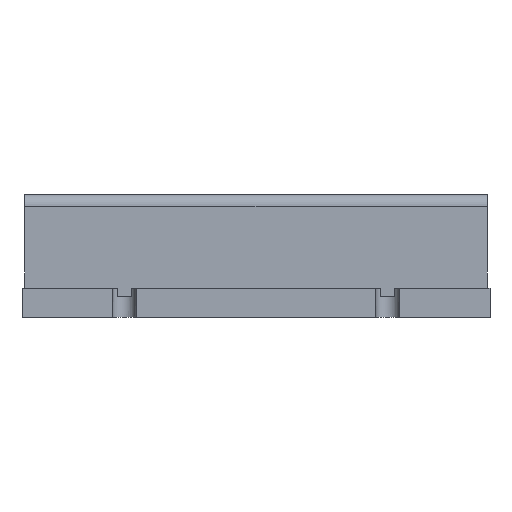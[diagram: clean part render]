
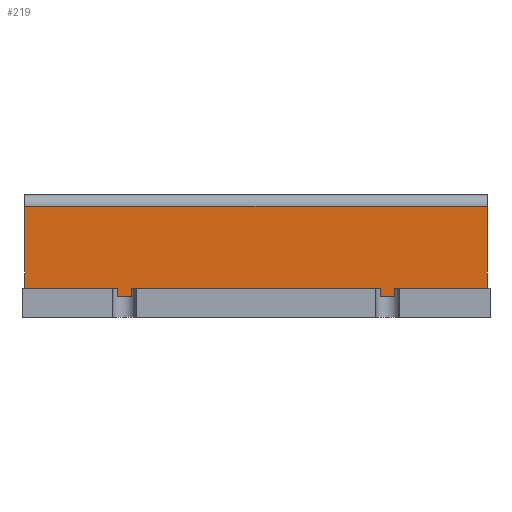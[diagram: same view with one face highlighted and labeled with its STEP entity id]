
A CAD part, front view. The second image highlights one B-rep face of the part: STEP entity #219.
In plain terms, the highlighted planar face has unit normal (0, -1, 0).
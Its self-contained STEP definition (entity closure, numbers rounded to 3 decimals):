
#219=ADVANCED_FACE('',(#4316),#4318,.F.);
#4316=FACE_BOUND('',#4317,.T.);
#4317=EDGE_LOOP('',(#10859,#10860,#10861,#10862,#10863,#10864,#10865,#10866,#10867,
#10868,#10869,#10870,#10871,#10872,#10873,#10874));
#4318=PLANE('',#4319);
#4319=AXIS2_PLACEMENT_3D('',#4320,#4321,#4322);
#4320=CARTESIAN_POINT('',(0.,-3.4,4.2));
#4321=DIRECTION('',(0.,1.,0.));
#4322=DIRECTION('',(0.,0.,1.));
#10859=ORIENTED_EDGE('',*,*,#13292,.F.);
#10860=ORIENTED_EDGE('',*,*,#13297,.F.);
#10861=ORIENTED_EDGE('',*,*,#13300,.F.);
#10862=ORIENTED_EDGE('',*,*,#12976,.F.);
#10863=ORIENTED_EDGE('',*,*,#13301,.F.);
#10864=ORIENTED_EDGE('',*,*,#13302,.F.);
#10865=ORIENTED_EDGE('',*,*,#13303,.T.);
#10866=ORIENTED_EDGE('',*,*,#12970,.F.);
#10867=ORIENTED_EDGE('',*,*,#13304,.F.);
#10868=ORIENTED_EDGE('',*,*,#12972,.F.);
#10869=ORIENTED_EDGE('',*,*,#13305,.F.);
#10870=ORIENTED_EDGE('',*,*,#13306,.F.);
#10871=ORIENTED_EDGE('',*,*,#13307,.T.);
#10872=ORIENTED_EDGE('',*,*,#12966,.F.);
#10873=ORIENTED_EDGE('',*,*,#13308,.F.);
#10874=ORIENTED_EDGE('',*,*,#13295,.F.);
#12966=EDGE_CURVE('',#14199,#14201,#14202,.T.);
#12970=EDGE_CURVE('',#14207,#14209,#14210,.T.);
#12972=EDGE_CURVE('',#14212,#14213,#14214,.T.);
#12976=EDGE_CURVE('',#14220,#14221,#14222,.T.);
#13292=EDGE_CURVE('',#14842,#14836,#14845,.T.);
#13295=EDGE_CURVE('',#14836,#14849,#14850,.T.);
#13297=EDGE_CURVE('',#14852,#14842,#14853,.T.);
#13300=EDGE_CURVE('',#14221,#14852,#14857,.T.);
#13301=EDGE_CURVE('',#14858,#14220,#14859,.T.);
#13302=EDGE_CURVE('',#14860,#14858,#14861,.T.);
#13303=EDGE_CURVE('',#14860,#14209,#14862,.T.);
#13304=EDGE_CURVE('',#14213,#14207,#14863,.T.);
#13305=EDGE_CURVE('',#14864,#14212,#14865,.T.);
#13306=EDGE_CURVE('',#14866,#14864,#14867,.T.);
#13307=EDGE_CURVE('',#14866,#14201,#14868,.T.);
#13308=EDGE_CURVE('',#14849,#14199,#14869,.T.);
#14199=VERTEX_POINT('',#16247);
#14201=VERTEX_POINT('',#16252);
#14202=LINE('',#16253,#16254);
#14207=VERTEX_POINT('',#16264);
#14209=VERTEX_POINT('',#16269);
#14210=LINE('',#16270,#16271);
#14212=VERTEX_POINT('',#16276);
#14213=VERTEX_POINT('',#16277);
#14214=LINE('',#16278,#16279);
#14220=VERTEX_POINT('',#16293);
#14221=VERTEX_POINT('',#16294);
#14222=LINE('',#16295,#16296);
#14836=VERTEX_POINT('',#20902);
#14842=VERTEX_POINT('',#20919);
#14845=LINE('',#20927,#20928);
#14849=VERTEX_POINT('',#20937);
#14850=LINE('',#20938,#20939);
#14852=VERTEX_POINT('',#20944);
#14853=LINE('',#20945,#20946);
#14857=LINE('',#20955,#20956);
#14858=VERTEX_POINT('',#20958);
#14859=LINE('',#20959,#20960);
#14860=VERTEX_POINT('',#20962);
#14861=LINE('',#20963,#20964);
#14862=LINE('',#20966,#20967);
#14863=LINE('',#20969,#20970);
#14864=VERTEX_POINT('',#20972);
#14865=LINE('',#20973,#20974);
#14866=VERTEX_POINT('',#20976);
#14867=LINE('',#20977,#20978);
#14868=LINE('',#20980,#20981);
#14869=LINE('',#20983,#20984);
#16247=CARTESIAN_POINT('',(4.887,-3.4,1.));
#16252=CARTESIAN_POINT('',(4.75,-3.4,1.));
#16253=CARTESIAN_POINT('',(4.887,-3.4,1.));
#16254=VECTOR('',#16255,1.);
#16255=DIRECTION('',(-1.,0.,0.));
#16264=CARTESIAN_POINT('',(-4.113,-3.4,1.));
#16269=CARTESIAN_POINT('',(-4.25,-3.4,1.));
#16270=CARTESIAN_POINT('',(-4.113,-3.4,1.));
#16271=VECTOR('',#16272,1.);
#16272=DIRECTION('',(-1.,0.,0.));
#16276=CARTESIAN_POINT('',(4.25,-3.4,1.));
#16277=CARTESIAN_POINT('',(4.113,-3.4,1.));
#16278=CARTESIAN_POINT('',(4.25,-3.4,1.));
#16279=VECTOR('',#16280,1.);
#16280=DIRECTION('',(-1.,0.,0.));
#16293=CARTESIAN_POINT('',(-4.75,-3.4,1.));
#16294=CARTESIAN_POINT('',(-4.887,-3.4,1.));
#16295=CARTESIAN_POINT('',(-4.75,-3.4,1.));
#16296=VECTOR('',#16297,1.);
#16297=DIRECTION('',(-1.,0.,0.));
#20902=CARTESIAN_POINT('',(7.9,-3.4,3.8));
#20919=CARTESIAN_POINT('',(-7.9,-3.4,3.8));
#20927=CARTESIAN_POINT('',(-7.9,-3.4,3.8));
#20928=VECTOR('',#20929,1.);
#20929=DIRECTION('',(1.,0.,0.));
#20937=CARTESIAN_POINT('',(7.9,-3.4,1.));
#20938=CARTESIAN_POINT('',(7.9,-3.4,3.8));
#20939=VECTOR('',#20940,1.);
#20940=DIRECTION('',(0.,0.,-1.));
#20944=CARTESIAN_POINT('',(-7.9,-3.4,1.));
#20945=CARTESIAN_POINT('',(-7.9,-3.4,1.));
#20946=VECTOR('',#20947,1.);
#20947=DIRECTION('',(0.,0.,1.));
#20955=CARTESIAN_POINT('',(-4.887,-3.4,1.));
#20956=VECTOR('',#20957,1.);
#20957=DIRECTION('',(-1.,0.,0.));
#20958=CARTESIAN_POINT('',(-4.75,-3.4,0.7));
#20959=CARTESIAN_POINT('',(-4.75,-3.4,0.7));
#20960=VECTOR('',#20961,1.);
#20961=DIRECTION('',(0.,0.,1.));
#20962=CARTESIAN_POINT('',(-4.25,-3.4,0.7));
#20963=CARTESIAN_POINT('',(-4.25,-3.4,0.7));
#20964=VECTOR('',#20965,1.);
#20965=DIRECTION('',(-1.,0.,0.));
#20966=CARTESIAN_POINT('',(-4.25,-3.4,0.7));
#20967=VECTOR('',#20968,1.);
#20968=DIRECTION('',(0.,0.,1.));
#20969=CARTESIAN_POINT('',(4.113,-3.4,1.));
#20970=VECTOR('',#20971,1.);
#20971=DIRECTION('',(-1.,0.,0.));
#20972=CARTESIAN_POINT('',(4.25,-3.4,0.7));
#20973=CARTESIAN_POINT('',(4.25,-3.4,0.7));
#20974=VECTOR('',#20975,1.);
#20975=DIRECTION('',(0.,0.,1.));
#20976=CARTESIAN_POINT('',(4.75,-3.4,0.7));
#20977=CARTESIAN_POINT('',(4.75,-3.4,0.7));
#20978=VECTOR('',#20979,1.);
#20979=DIRECTION('',(-1.,0.,0.));
#20980=CARTESIAN_POINT('',(4.75,-3.4,0.7));
#20981=VECTOR('',#20982,1.);
#20982=DIRECTION('',(0.,0.,1.));
#20983=CARTESIAN_POINT('',(7.9,-3.4,1.));
#20984=VECTOR('',#20985,1.);
#20985=DIRECTION('',(-1.,0.,0.));
